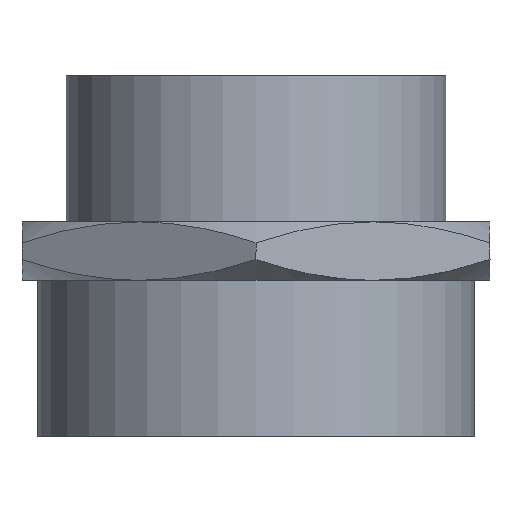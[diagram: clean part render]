
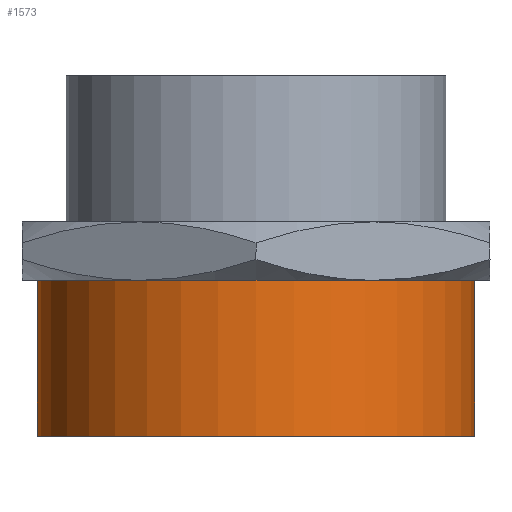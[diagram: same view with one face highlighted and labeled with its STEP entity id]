
A CAD part, left-side view. The second image highlights one B-rep face of the part: STEP entity #1573.
In plain terms, the highlighted cylindrical face has radius 22.422 mm (diameter 44.845 mm), a full revolution.
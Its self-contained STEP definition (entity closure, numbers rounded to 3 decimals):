
#685=CYLINDRICAL_SURFACE('',#1532,22.423);
#869=ORIENTED_EDGE('',*,*,#974,.F.);
#870=ORIENTED_EDGE('',*,*,#1020,.T.);
#884=CIRCLE('',#1461,22.423);
#906=CIRCLE('',#1531,22.423);
#925=VERTEX_POINT('',#1336);
#954=VERTEX_POINT('',#1439);
#974=EDGE_CURVE('',#925,#925,#884,.T.);
#1020=EDGE_CURVE('',#954,#954,#906,.T.);
#1063=EDGE_LOOP('',(#869));
#1064=EDGE_LOOP('',(#870));
#1107=FACE_BOUND('',#1063,.T.);
#1108=FACE_BOUND('',#1064,.T.);
#1149=DIRECTION('',(0.,0.,1.));
#1150=DIRECTION('',(22.423,0.,0.));
#1293=DIRECTION('',(0.,0.,1.));
#1294=DIRECTION('',(0.,22.423,0.));
#1295=DIRECTION('',(0.,0.,-1.));
#1296=DIRECTION('',(1.,0.,0.));
#1336=CARTESIAN_POINT('',(44.408,0.,36.814));
#1337=CARTESIAN_POINT('',(21.985,0.,36.814));
#1439=CARTESIAN_POINT('',(21.985,22.423,20.835));
#1440=CARTESIAN_POINT('',(21.985,0.,20.835));
#1441=CARTESIAN_POINT('',(21.985,0.,36.814));
#1461=AXIS2_PLACEMENT_3D('',#1337,#1149,#1150);
#1531=AXIS2_PLACEMENT_3D('',#1440,#1293,#1294);
#1532=AXIS2_PLACEMENT_3D('',#1441,#1295,#1296);
#1573=ADVANCED_FACE('',(#1107,#1108),#685,.T.);
